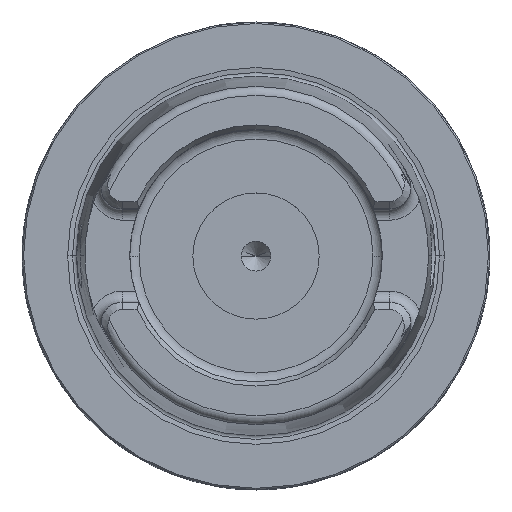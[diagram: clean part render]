
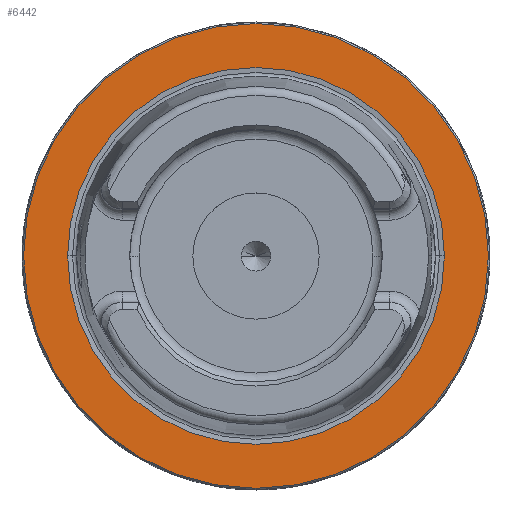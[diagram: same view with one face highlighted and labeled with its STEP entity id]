
A CAD part, top view. The second image highlights one B-rep face of the part: STEP entity #6442.
In plain terms, the highlighted planar face has unit normal (0, 0, 1).
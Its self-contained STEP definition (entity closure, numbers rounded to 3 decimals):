
#2025=CARTESIAN_POINT('',(0.,0.,0.));
#2026=DIRECTION('',(0.,0.,1.));
#2027=DIRECTION('',(1.,0.,0.));
#2028=AXIS2_PLACEMENT_3D('',#2025,#2026,#2027);
#2041=CARTESIAN_POINT('',(0.,0.,0.));
#2042=DIRECTION('',(0.,0.,-1.));
#2043=DIRECTION('',(1.,0.,0.));
#2044=AXIS2_PLACEMENT_3D('',#2041,#2042,#2043);
#2063=CARTESIAN_POINT('',(0.,0.,0.));
#2064=DIRECTION('',(0.,0.,1.));
#2065=DIRECTION('',(1.,0.,0.));
#2066=AXIS2_PLACEMENT_3D('',#2063,#2064,#2065);
#4632=CARTESIAN_POINT('',(0.,0.,0.));
#4633=DIRECTION('',(0.,0.,-1.));
#4634=DIRECTION('',(1.,0.,0.));
#4635=AXIS2_PLACEMENT_3D('',#4632,#4633,#4634);
#4698=CARTESIAN_POINT('',(25.374,0.,0.));
#4700=VERTEX_POINT('',#4698);
#4710=CARTESIAN_POINT('',(-25.374,0.,0.));
#4712=VERTEX_POINT('',#4710);
#4978=CARTESIAN_POINT('',(31.3,0.,0.));
#4979=CARTESIAN_POINT('',(-31.3,0.,0.));
#4980=VERTEX_POINT('',#4978);
#4981=VERTEX_POINT('',#4979);
#6426=CARTESIAN_POINT('',(0.,0.,0.));
#6427=DIRECTION('',(0.,0.,-1.));
#6428=DIRECTION('',(-1.,0.,0.));
#6429=AXIS2_PLACEMENT_3D('',#6426,#6427,#6428);
#6430=PLANE('',#6429);
#6431=ORIENTED_EDGE('',*,*,#6416,.F.);
#6433=ORIENTED_EDGE('',*,*,#6432,.T.);
#6434=EDGE_LOOP('',(#6431,#6433));
#6435=FACE_OUTER_BOUND('',#6434,.F.);
#6437=ORIENTED_EDGE('',*,*,#6436,.F.);
#6439=ORIENTED_EDGE('',*,*,#6438,.T.);
#6440=EDGE_LOOP('',(#6437,#6439));
#6441=FACE_BOUND('',#6440,.F.);
#2029=CIRCLE('',#2028,31.3);
#2045=CIRCLE('',#2044,25.374);
#2067=CIRCLE('',#2066,25.374);
#4636=CIRCLE('',#4635,31.3);
#6416=EDGE_CURVE('',#4980,#4981,#2029,.T.);
#6432=EDGE_CURVE('',#4980,#4981,#4636,.T.);
#6436=EDGE_CURVE('',#4700,#4712,#2045,.T.);
#6438=EDGE_CURVE('',#4700,#4712,#2067,.T.);
#6442=ADVANCED_FACE('',(#6435,#6441),#6430,.F.);
